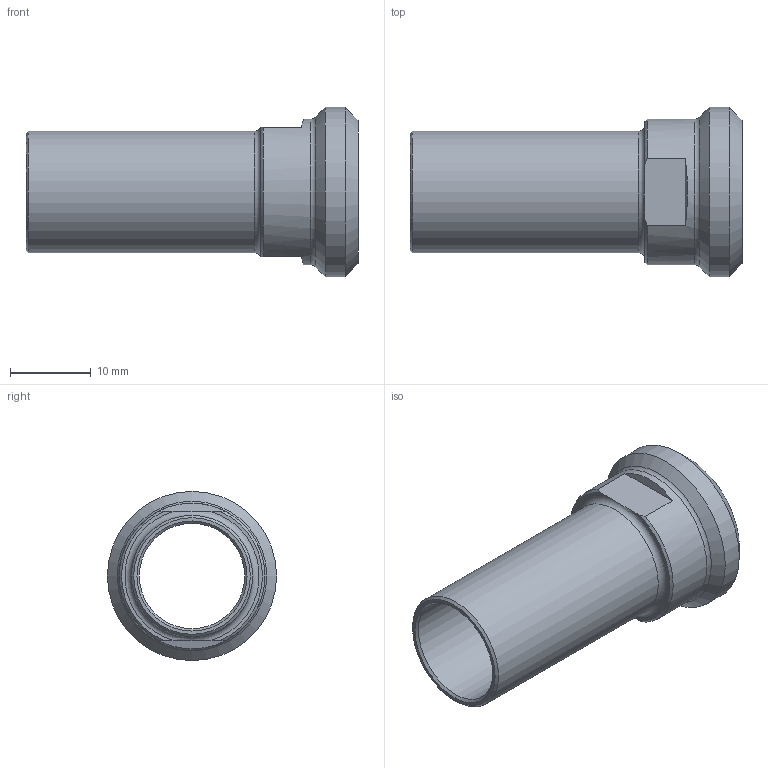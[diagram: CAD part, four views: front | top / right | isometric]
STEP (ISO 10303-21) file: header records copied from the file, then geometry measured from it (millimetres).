
FILE_DESCRIPTION(/* description */ (''),/* implementation_level */ '2;1');
FILE_NAME(/* name */ '3D_R666-PG-15-DN15_17113670.stp',/* time_stamp */ '2021-06-23T11:13:14+02:00',/* author */ ('cad'),/* organization */ (''),/* preprocessor_version */ 'ST-DEVELOPER v18.1',/* originating_system */ 'Autodesk Inventor 2022',/* authorisation */ '');
FILE_SCHEMA (('AUTOMOTIVE_DESIGN { 1 0 10303 214 3 1 1 }'));
Length unit declared in the file: millimetre
Products named in the file (1): 3D_R666-PG-15-DN15_17113670
Bounding box: 41 x 20.9 x 20.9 mm (x, y, z)
Volume: 3021 mm3; surface area: 4013.9 mm2
Topology: 1 solids, 1 shells, 21 faces, 56 edges, 37 vertices
Faces by surface type: plane 8, cone 7, cylinder 4, torus 2
Full cylindrical faces by diameter (mm): 13 x1, 15 x1, 18 x1, 20.9 x1
Entity records: 726 total; most frequent: CARTESIAN_POINT 142, DIRECTION 123, ORIENTED_EDGE 112, EDGE_CURVE 56, AXIS2_PLACEMENT_3D 52, VERTEX_POINT 37, CIRCLE 28, EDGE_LOOP 23
